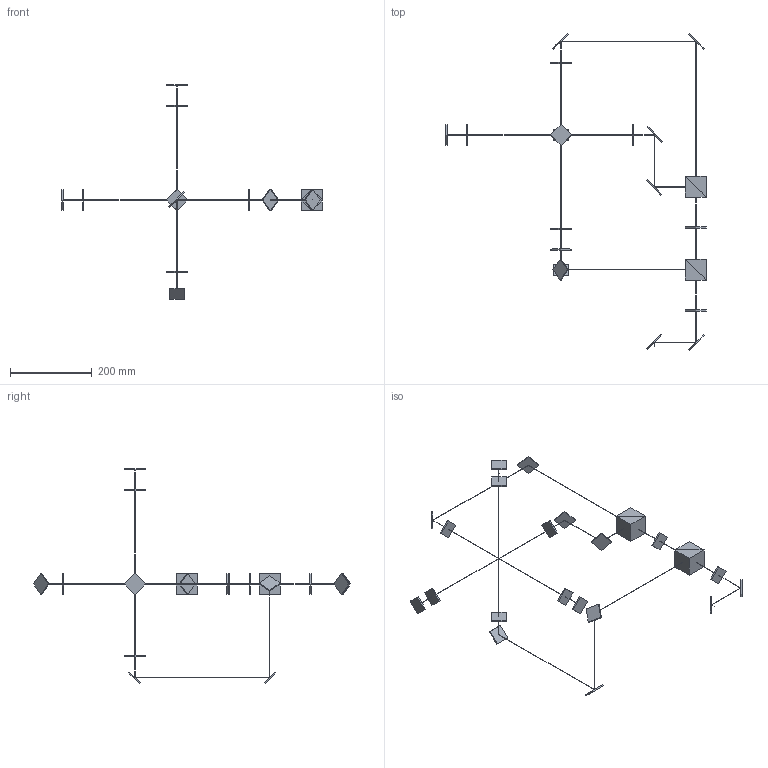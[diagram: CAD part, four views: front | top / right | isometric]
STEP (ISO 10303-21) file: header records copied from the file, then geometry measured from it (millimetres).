
FILE_DESCRIPTION(('FreeCAD Model'),'2;1');
FILE_NAME('Open CASCADE Shape Model','2025-02-06T22:29:18',('Author'),( ''),'Open CASCADE STEP processor 7.6','FreeCAD','Unknown');
FILE_SCHEMA(('AUTOMOTIVE_DESIGN { 1 0 10303 214 1 1 1 1 }'));
Length unit declared in the file: millimetre
Products named in the file (27): Unnamed1; y_waveplate; y_retromirror; y_mirror2; y_waveplate_; y_stopper; waveplate_1; x_mirror1; x_mirror2; x_waveplate_; x_waveplate; x_retromirror; x_stopper; y_mirror1; vert_mirror3; beam; input_mirror_1; vert_mirror2; vert_waveplate__; vert_mirror1; input_mirror_2; vert_waveplate; vert_retromirror; vert_stop; waveplate_2; splitter2; splitter1
Assembly tree (26 placements, depth 2):
  Unnamed1
    y_waveplate
    y_retromirror
    y_mirror2
    y_waveplate_
    y_stopper
    waveplate_1
    x_mirror1
    x_mirror2
    x_waveplate_
    x_waveplate
    x_retromirror
    x_stopper
    y_mirror1
    vert_mirror3
    beam
    input_mirror_1
    vert_mirror2
    vert_waveplate__
    vert_mirror1
    input_mirror_2
    vert_waveplate
    vert_retromirror
    vert_stop
    waveplate_2
    splitter2
    splitter1
Bounding box: 638.17 x 777.01 x 526.12 mm (x, y, z)
Volume: 393725.5 mm3
Topology: 56 solids, 58 shells, 226 faces, 293 edges, 177 vertices
Faces by surface type: plane 174, cylinder 52
Full cylindrical faces by diameter (mm): 0 x3, 1 x29, 50.8 x20
Entity records: 5991 total; most frequent: DIRECTION 954, CARTESIAN_POINT 841, ORIENTED_EDGE 702, EDGE_CURVE 351, AXIS2_PLACEMENT_3D 350, LINE 254, VECTOR 254, VERTEX_POINT 237
